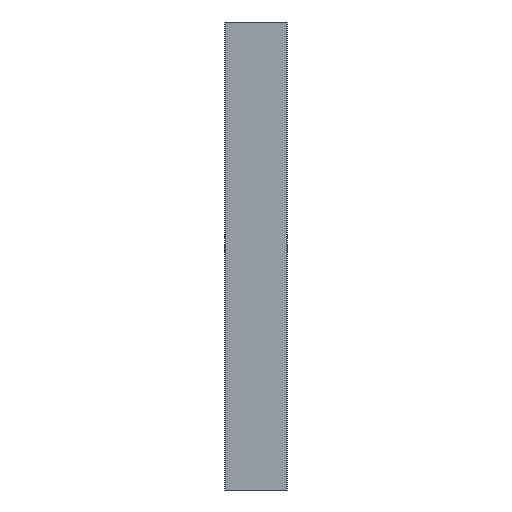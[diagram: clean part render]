
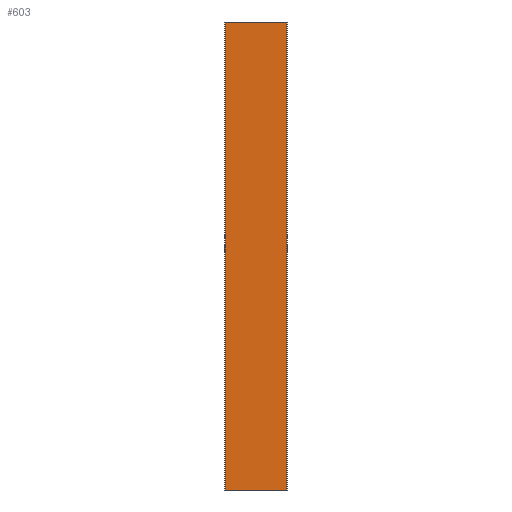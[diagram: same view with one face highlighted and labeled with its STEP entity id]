
A CAD part, front view. The second image highlights one B-rep face of the part: STEP entity #603.
In plain terms, the highlighted planar face has unit normal (0, -1, 0).
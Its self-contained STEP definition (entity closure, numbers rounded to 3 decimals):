
#7 = CARTESIAN_POINT ( 'NONE',  ( -200., 0., 1500. ) ) ;
#74 = CARTESIAN_POINT ( 'NONE',  ( 197., 0., 1500. ) ) ;
#106 = LINE ( 'NONE', #7, #832 ) ;
#111 = PLANE ( 'NONE',  #946 ) ;
#112 = DIRECTION ( 'NONE',  ( 0., 1., 0. ) ) ;
#154 = CARTESIAN_POINT ( 'NONE',  ( 197., 0., -1500. ) ) ;
#180 = LINE ( 'NONE', #74, #555 ) ;
#194 = VERTEX_POINT ( 'NONE', #520 ) ;
#242 = VERTEX_POINT ( 'NONE', #154 ) ;
#247 = EDGE_CURVE ( 'NONE', #630, #242, #180, .T. ) ;
#249 = CARTESIAN_POINT ( 'NONE',  ( -197., 0., 1500. ) ) ;
#263 = CARTESIAN_POINT ( 'NONE',  ( -197., 0., -1500. ) ) ;
#283 = LINE ( 'NONE', #451, #435 ) ;
#299 = DIRECTION ( 'NONE',  ( 0., 0., -1. ) ) ;
#404 = ORIENTED_EDGE ( 'NONE', *, *, #462, .T. ) ;
#435 = VECTOR ( 'NONE', #668, 1000. ) ;
#451 = CARTESIAN_POINT ( 'NONE',  ( -200., 0., -1500. ) ) ;
#462 = EDGE_CURVE ( 'NONE', #194, #621, #887, .T. ) ;
#479 = VECTOR ( 'NONE', #781, 1000. ) ;
#486 = ORIENTED_EDGE ( 'NONE', *, *, #829, .T. ) ;
#520 = CARTESIAN_POINT ( 'NONE',  ( -197., 0., 1500. ) ) ;
#555 = VECTOR ( 'NONE', #299, 1000. ) ;
#601 = DIRECTION ( 'NONE',  ( 1., 0., 0. ) ) ;
#603 = ADVANCED_FACE ( 'NONE', ( #661 ), #111, .F. ) ;
#621 = VERTEX_POINT ( 'NONE', #263 ) ;
#630 = VERTEX_POINT ( 'NONE', #714 ) ;
#640 = DIRECTION ( 'NONE',  ( -1., 0., 0. ) ) ;
#661 = FACE_OUTER_BOUND ( 'NONE', #709, .T. ) ;
#668 = DIRECTION ( 'NONE',  ( 1., 0., 0. ) ) ;
#709 = EDGE_LOOP ( 'NONE', ( #486, #783, #762, #404 ) ) ;
#714 = CARTESIAN_POINT ( 'NONE',  ( 197., 0., 1500. ) ) ;
#762 = ORIENTED_EDGE ( 'NONE', *, *, #850, .F. ) ;
#781 = DIRECTION ( 'NONE',  ( 0., 0., -1. ) ) ;
#783 = ORIENTED_EDGE ( 'NONE', *, *, #247, .F. ) ;
#790 = CARTESIAN_POINT ( 'NONE',  ( -200., 0., 1500. ) ) ;
#829 = EDGE_CURVE ( 'NONE', #621, #242, #283, .T. ) ;
#832 = VECTOR ( 'NONE', #601, 1000. ) ;
#850 = EDGE_CURVE ( 'NONE', #194, #630, #106, .T. ) ;
#887 = LINE ( 'NONE', #249, #479 ) ;
#946 = AXIS2_PLACEMENT_3D ( 'NONE', #790, #112, #640 ) ;
